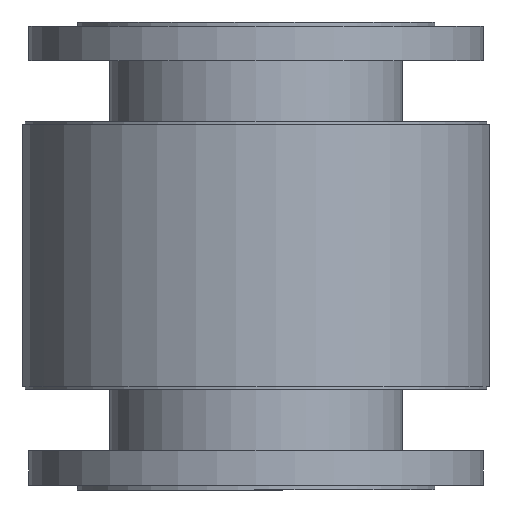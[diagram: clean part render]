
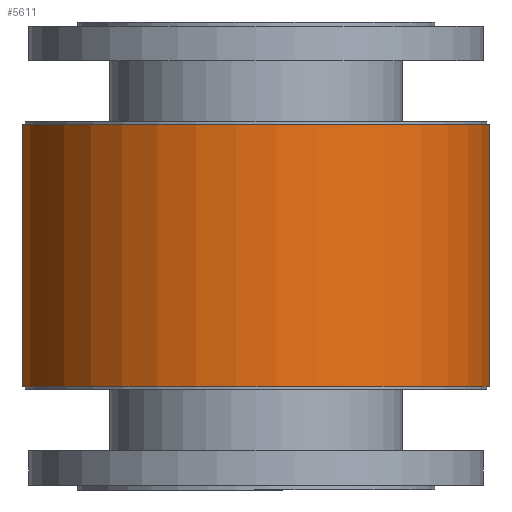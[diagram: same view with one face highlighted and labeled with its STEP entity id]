
A CAD part, front view. The second image highlights one B-rep face of the part: STEP entity #5611.
In plain terms, the highlighted cylindrical face has radius 175 mm (diameter 350 mm), a partial arc.
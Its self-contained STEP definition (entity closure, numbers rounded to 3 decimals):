
#449=LINE('',#9503,#742);
#450=LINE('',#9506,#743);
#742=VECTOR('',#7318,10.);
#743=VECTOR('',#7321,10.);
#903=CYLINDRICAL_SURFACE('',#6132,175.);
#1212=FACE_OUTER_BOUND('',#1597,.T.);
#1597=EDGE_LOOP('',(#4188,#4189,#4190,#4191));
#1948=CIRCLE('',#6131,175.);
#1949=CIRCLE('',#6133,175.);
#2386=VERTEX_POINT('',#9497);
#2387=VERTEX_POINT('',#9498);
#2388=VERTEX_POINT('',#9502);
#2389=VERTEX_POINT('',#9504);
#3019=EDGE_CURVE('',#2387,#2386,#1948,.T.);
#3020=EDGE_CURVE('',#2388,#2387,#449,.T.);
#3021=EDGE_CURVE('',#2389,#2388,#1949,.T.);
#3022=EDGE_CURVE('',#2386,#2389,#450,.T.);
#4188=ORIENTED_EDGE('',*,*,#3020,.F.);
#4189=ORIENTED_EDGE('',*,*,#3021,.F.);
#4190=ORIENTED_EDGE('',*,*,#3022,.F.);
#4191=ORIENTED_EDGE('',*,*,#3019,.F.);
#5611=ADVANCED_FACE('',(#1212),#903,.T.);
#6131=AXIS2_PLACEMENT_3D('',#9500,#7314,#7315);
#6132=AXIS2_PLACEMENT_3D('',#9501,#7316,#7317);
#6133=AXIS2_PLACEMENT_3D('',#9505,#7319,#7320);
#7314=DIRECTION('center_axis',(0.,0.,-1.));
#7315=DIRECTION('ref_axis',(-0.576,0.817,0.));
#7316=DIRECTION('center_axis',(0.,0.,1.));
#7317=DIRECTION('ref_axis',(0.,-1.,0.));
#7318=DIRECTION('',(0.,0.,-1.));
#7319=DIRECTION('center_axis',(0.,0.,1.));
#7320=DIRECTION('ref_axis',(-0.576,0.817,0.));
#7321=DIRECTION('',(0.,0.,1.));
#9497=CARTESIAN_POINT('',(-118.839,146.971,-98.));
#9498=CARTESIAN_POINT('',(82.913,146.971,-98.));
#9500=CARTESIAN_POINT('Origin',(-17.963,3.971,-98.));
#9501=CARTESIAN_POINT('Origin',(-17.963,3.971,0.));
#9502=CARTESIAN_POINT('',(82.913,146.971,98.));
#9503=CARTESIAN_POINT('',(82.913,146.971,0.));
#9504=CARTESIAN_POINT('',(-118.839,146.971,98.));
#9505=CARTESIAN_POINT('Origin',(-17.963,3.971,98.));
#9506=CARTESIAN_POINT('',(-118.839,146.971,0.));
